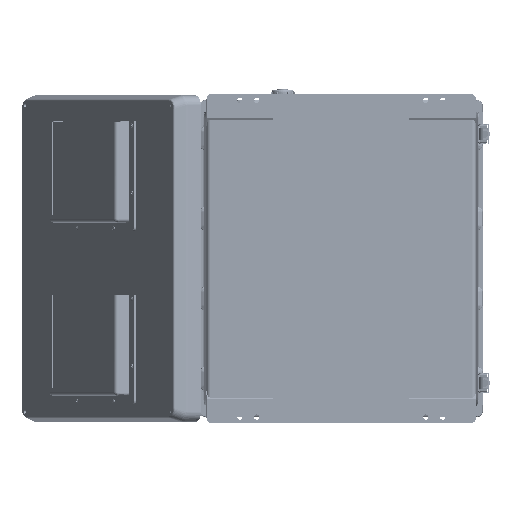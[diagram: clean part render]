
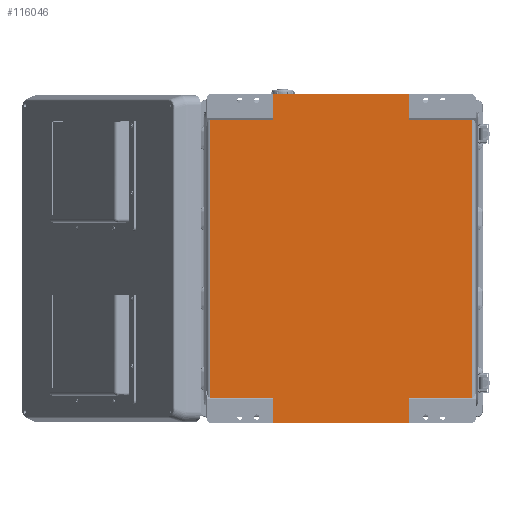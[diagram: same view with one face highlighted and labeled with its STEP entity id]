
A CAD part, front view. The second image highlights one B-rep face of the part: STEP entity #116046.
In plain terms, the highlighted planar face has unit normal (0, -1, 0).
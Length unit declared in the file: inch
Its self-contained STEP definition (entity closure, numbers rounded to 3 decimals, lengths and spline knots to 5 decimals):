
#95 = VERTEX_POINT ( 'NONE', #22336 ) ;
#966 = EDGE_CURVE ( 'NONE', #6701, #95447, #19238, .T. ) ;
#1008 = VECTOR ( 'NONE', #11686, 39.37008 ) ;
#1095 = CARTESIAN_POINT ( 'NONE',  ( 4.03163, 0.05906, 0.85787 ) ) ;
#1757 = DIRECTION ( 'NONE',  ( 0., 0., 1. ) ) ;
#3089 = DIRECTION ( 'NONE',  ( -1., 0., 0. ) ) ;
#4409 = LINE ( 'NONE', #26116, #48563 ) ;
#4915 = VECTOR ( 'NONE', #126764, 39.37008 ) ;
#5421 = EDGE_CURVE ( 'NONE', #43675, #37408, #104260, .T. ) ;
#5462 = EDGE_CURVE ( 'NONE', #130683, #43675, #32300, .T. ) ;
#6488 = VECTOR ( 'NONE', #107309, 39.37008 ) ;
#6701 = VERTEX_POINT ( 'NONE', #19637 ) ;
#9406 = DIRECTION ( 'NONE',  ( 0., 1., 0. ) ) ;
#10491 = VERTEX_POINT ( 'NONE', #39534 ) ;
#11686 = DIRECTION ( 'NONE',  ( 0., 0., 1. ) ) ;
#11918 = VECTOR ( 'NONE', #1757, 39.37008 ) ;
#13267 = CARTESIAN_POINT ( 'NONE',  ( 8.11811, 0.05906, -1.51961 ) ) ;
#13678 = CARTESIAN_POINT ( 'NONE',  ( -4.03163, 0.05906, 0.85787 ) ) ;
#14321 = LINE ( 'NONE', #96485, #6488 ) ;
#15170 = VECTOR ( 'NONE', #48984, 39.37008 ) ;
#15349 = ORIENTED_EDGE ( 'NONE', *, *, #77423, .F. ) ;
#17149 = ORIENTED_EDGE ( 'NONE', *, *, #22256, .T. ) ;
#17544 = EDGE_CURVE ( 'NONE', #95, #87484, #45594, .T. ) ;
#19238 = LINE ( 'NONE', #81708, #20061 ) ;
#19637 = CARTESIAN_POINT ( 'NONE',  ( 4.03163, 0.05906, -19.48819 ) ) ;
#20061 = VECTOR ( 'NONE', #51150, 39.37008 ) ;
#20920 = FACE_OUTER_BOUND ( 'NONE', #50349, .T. ) ;
#20999 = DIRECTION ( 'NONE',  ( 0., 0., -1. ) ) ;
#22256 = EDGE_CURVE ( 'NONE', #37408, #87484, #4409, .T. ) ;
#22336 = CARTESIAN_POINT ( 'NONE',  ( -4.03163, 0.05906, -1.51961 ) ) ;
#24786 = DIRECTION ( 'NONE',  ( -1., 0., 0. ) ) ;
#26116 = CARTESIAN_POINT ( 'NONE',  ( 8.11811, 0.05906, 0. ) ) ;
#28239 = VECTOR ( 'NONE', #20999, 39.37008 ) ;
#29131 = PLANE ( 'NONE',  #110225 ) ;
#30018 = EDGE_CURVE ( 'NONE', #70847, #10491, #61352, .T. ) ;
#32300 = LINE ( 'NONE', #13267, #133341 ) ;
#32742 = CARTESIAN_POINT ( 'NONE',  ( -4.03163, 0.05906, -17.96858 ) ) ;
#37408 = VERTEX_POINT ( 'NONE', #125509 ) ;
#38106 = CARTESIAN_POINT ( 'NONE',  ( -8.11811, 0.05906, -1.51961 ) ) ;
#39534 = CARTESIAN_POINT ( 'NONE',  ( 4.03163, 0.05906, -17.96858 ) ) ;
#42728 = ORIENTED_EDGE ( 'NONE', *, *, #966, .F. ) ;
#43675 = VERTEX_POINT ( 'NONE', #113426 ) ;
#44984 = VERTEX_POINT ( 'NONE', #74542 ) ;
#45594 = LINE ( 'NONE', #13678, #1008 ) ;
#48206 = ORIENTED_EDGE ( 'NONE', *, *, #119359, .F. ) ;
#48563 = VECTOR ( 'NONE', #24786, 39.37008 ) ;
#48984 = DIRECTION ( 'NONE',  ( 1., 0., 0. ) ) ;
#50349 = EDGE_LOOP ( 'NONE', ( #67512, #110828, #125272, #42728, #15349, #64314, #57184, #57778, #118049, #17149, #62525, #48206 ) ) ;
#50814 = LINE ( 'NONE', #104386, #52750 ) ;
#51150 = DIRECTION ( 'NONE',  ( -1., 0., 0. ) ) ;
#52750 = VECTOR ( 'NONE', #92244, 39.37008 ) ;
#55511 = LINE ( 'NONE', #115924, #4915 ) ;
#57184 = ORIENTED_EDGE ( 'NONE', *, *, #77225, .T. ) ;
#57778 = ORIENTED_EDGE ( 'NONE', *, *, #5462, .T. ) ;
#61352 = LINE ( 'NONE', #100755, #126340 ) ;
#61433 = EDGE_CURVE ( 'NONE', #100185, #95447, #50814, .T. ) ;
#62525 = ORIENTED_EDGE ( 'NONE', *, *, #17544, .F. ) ;
#63426 = CARTESIAN_POINT ( 'NONE',  ( -8.11811, 0.05906, -17.96858 ) ) ;
#64314 = ORIENTED_EDGE ( 'NONE', *, *, #30018, .F. ) ;
#65508 = CARTESIAN_POINT ( 'NONE',  ( 7.73754, 0.05906, -17.96858 ) ) ;
#65718 = CARTESIAN_POINT ( 'NONE',  ( -7.73754, 0.05906, -17.96858 ) ) ;
#67512 = ORIENTED_EDGE ( 'NONE', *, *, #81969, .F. ) ;
#70847 = VERTEX_POINT ( 'NONE', #65508 ) ;
#74542 = CARTESIAN_POINT ( 'NONE',  ( -7.73754, 0.05906, -1.51961 ) ) ;
#77225 = EDGE_CURVE ( 'NONE', #70847, #130683, #14321, .T. ) ;
#77423 = EDGE_CURVE ( 'NONE', #10491, #6701, #124822, .T. ) ;
#81073 = DIRECTION ( 'NONE',  ( -1., 0., 0. ) ) ;
#81708 = CARTESIAN_POINT ( 'NONE',  ( 8.11811, 0.05906, -19.48819 ) ) ;
#81969 = EDGE_CURVE ( 'NONE', #107293, #44984, #55511, .T. ) ;
#83396 = CARTESIAN_POINT ( 'NONE',  ( 8.11811, 0.05906, -1.51961 ) ) ;
#84480 = DIRECTION ( 'NONE',  ( 1., 0., 0. ) ) ;
#87484 = VERTEX_POINT ( 'NONE', #130640 ) ;
#89996 = CARTESIAN_POINT ( 'NONE',  ( 7.73754, 0.05906, -1.51961 ) ) ;
#92244 = DIRECTION ( 'NONE',  ( 0., 0., -1. ) ) ;
#95447 = VERTEX_POINT ( 'NONE', #109217 ) ;
#96485 = CARTESIAN_POINT ( 'NONE',  ( 7.73754, 0.05906, -1.51961 ) ) ;
#100185 = VERTEX_POINT ( 'NONE', #32742 ) ;
#100755 = CARTESIAN_POINT ( 'NONE',  ( 8.11811, 0.05906, -17.96858 ) ) ;
#104260 = LINE ( 'NONE', #1095, #11918 ) ;
#104386 = CARTESIAN_POINT ( 'NONE',  ( -4.03163, 0.05906, -20.34606 ) ) ;
#107293 = VERTEX_POINT ( 'NONE', #65718 ) ;
#107309 = DIRECTION ( 'NONE',  ( 0., 0., 1. ) ) ;
#109207 = EDGE_CURVE ( 'NONE', #107293, #100185, #116338, .T. ) ;
#109217 = CARTESIAN_POINT ( 'NONE',  ( -4.03163, 0.05906, -19.48819 ) ) ;
#110225 = AXIS2_PLACEMENT_3D ( 'NONE', #83396, #9406, #123407 ) ;
#110828 = ORIENTED_EDGE ( 'NONE', *, *, #109207, .T. ) ;
#113426 = CARTESIAN_POINT ( 'NONE',  ( 4.03163, 0.05906, -1.51961 ) ) ;
#115924 = CARTESIAN_POINT ( 'NONE',  ( -7.73754, 0.05906, -1.51961 ) ) ;
#116046 = ADVANCED_FACE ( 'NONE', ( #20920 ), #29131, .F. ) ;
#116338 = LINE ( 'NONE', #63426, #121879 ) ;
#118049 = ORIENTED_EDGE ( 'NONE', *, *, #5421, .T. ) ;
#119359 = EDGE_CURVE ( 'NONE', #44984, #95, #133767, .T. ) ;
#121879 = VECTOR ( 'NONE', #84480, 39.37008 ) ;
#123407 = DIRECTION ( 'NONE',  ( 0., 0., 1. ) ) ;
#124822 = LINE ( 'NONE', #125470, #28239 ) ;
#125272 = ORIENTED_EDGE ( 'NONE', *, *, #61433, .T. ) ;
#125470 = CARTESIAN_POINT ( 'NONE',  ( 4.03163, 0.05906, -20.34606 ) ) ;
#125509 = CARTESIAN_POINT ( 'NONE',  ( 4.03163, 0.05906, 0. ) ) ;
#126340 = VECTOR ( 'NONE', #81073, 39.37008 ) ;
#126764 = DIRECTION ( 'NONE',  ( 0., 0., 1. ) ) ;
#130640 = CARTESIAN_POINT ( 'NONE',  ( -4.03163, 0.05906, 0. ) ) ;
#130683 = VERTEX_POINT ( 'NONE', #89996 ) ;
#133341 = VECTOR ( 'NONE', #3089, 39.37008 ) ;
#133767 = LINE ( 'NONE', #38106, #15170 ) ;
